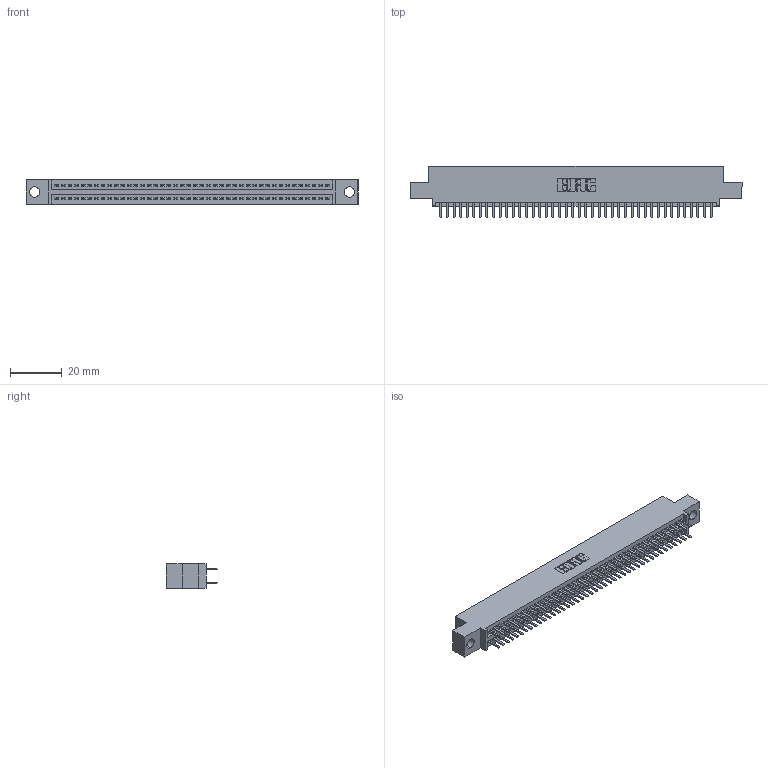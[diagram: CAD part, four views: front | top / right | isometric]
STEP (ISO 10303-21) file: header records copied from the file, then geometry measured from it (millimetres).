
FILE_DESCRIPTION (( 'STEP AP203' ), '1' );
FILE_NAME ('395-084-520-504.STEP', '2021-06-17T08:05:19', ( '' ), ( '' ), 'SwSTEP 2.0', 'SolidWorks 2020', '' );
FILE_SCHEMA (( 'CONFIG_CONTROL_DESIGN' ));
Length unit declared in the file: inch
Products named in the file (3): 345 Part_0.110 Offset - 0.156 Dia-TI; 345-292-001_345-293-120; 395-084-520-504
Assembly tree (85 placements, depth 2):
  395-084-520-504
    345 Part_0.110 Offset - 0.156 Dia-TI
    345-292-001_345-293-120  x84
Bounding box: 127.89 x 19.68 x 9.4 mm (x, y, z)
Volume: 12207 mm3; surface area: 17909.9 mm2
Topology: 85 solids, 85 shells, 4680 faces, 13577 edges, 8826 vertices
Faces by surface type: plane 3038, cylinder 1642
Entity records: 33619 total; most frequent: CARTESIAN_POINT 5654, ORIENTED_EDGE 5574, DIRECTION 4971, EDGE_CURVE 2787, LINE 2483, VECTOR 2483, VERTEX_POINT 1854, AXIS2_PLACEMENT_3D 1244
